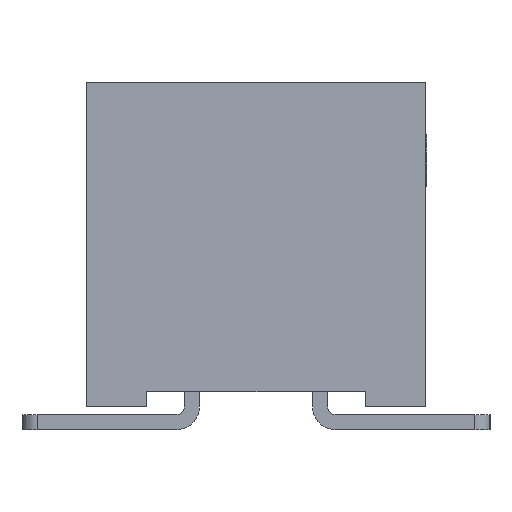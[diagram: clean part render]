
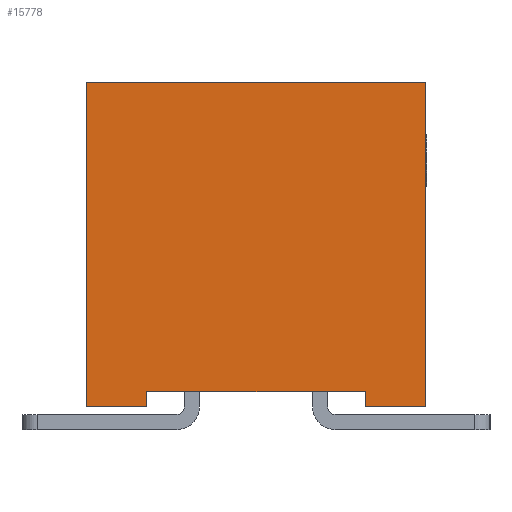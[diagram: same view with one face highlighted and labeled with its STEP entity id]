
A CAD part, left-side view. The second image highlights one B-rep face of the part: STEP entity #15778.
In plain terms, the highlighted planar face has unit normal (-1, 0, 0).
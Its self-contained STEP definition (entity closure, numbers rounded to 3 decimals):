
#1002=FACE_OUTER_BOUND('',#1929,.T.);
#1929=EDGE_LOOP('',(#11009,#11010,#11011,#11012,#11013,#11014,#11015,#11016));
#2571=LINE('',#21355,#4318);
#2665=LINE('',#21837,#4412);
#3169=LINE('',#22870,#4916);
#3315=LINE('',#23330,#5062);
#3317=LINE('',#23333,#5064);
#3318=LINE('',#23335,#5065);
#3319=LINE('',#23337,#5066);
#3320=LINE('',#23338,#5067);
#4318=VECTOR('',#17493,1.);
#4412=VECTOR('',#17653,1.);
#4916=VECTOR('',#18593,1.);
#5062=VECTOR('',#18741,1.);
#5064=VECTOR('',#18745,1.);
#5065=VECTOR('',#18748,1.);
#5066=VECTOR('',#18749,1.);
#5067=VECTOR('',#18750,1.);
#6062=VERTEX_POINT('',#21348);
#6065=VERTEX_POINT('',#21353);
#6236=VERTEX_POINT('',#21835);
#6546=VERTEX_POINT('',#22867);
#6547=VERTEX_POINT('',#22869);
#6701=VERTEX_POINT('',#23327);
#6702=VERTEX_POINT('',#23329);
#6703=VERTEX_POINT('',#23336);
#7491=EDGE_CURVE('',#6065,#6062,#2571,.T.);
#7663=EDGE_CURVE('',#6236,#6065,#2665,.T.);
#8167=EDGE_CURVE('',#6546,#6547,#3169,.T.);
#8323=EDGE_CURVE('',#6702,#6701,#3315,.T.);
#8325=EDGE_CURVE('',#6236,#6702,#3317,.T.);
#8326=EDGE_CURVE('',#6547,#6701,#3318,.T.);
#8327=EDGE_CURVE('',#6546,#6703,#3319,.T.);
#8328=EDGE_CURVE('',#6703,#6062,#3320,.T.);
#11009=ORIENTED_EDGE('',*,*,#8323,.T.);
#11010=ORIENTED_EDGE('',*,*,#8326,.F.);
#11011=ORIENTED_EDGE('',*,*,#8167,.F.);
#11012=ORIENTED_EDGE('',*,*,#8327,.T.);
#11013=ORIENTED_EDGE('',*,*,#8328,.T.);
#11014=ORIENTED_EDGE('',*,*,#7491,.F.);
#11015=ORIENTED_EDGE('',*,*,#7663,.F.);
#11016=ORIENTED_EDGE('',*,*,#8325,.T.);
#14295=PLANE('',#16680);
#15778=ADVANCED_FACE('',(#1002),#14295,.F.);
#16680=AXIS2_PLACEMENT_3D('',#23334,#18746,#18747);
#17493=DIRECTION('',(0.,0.,-1.));
#17653=DIRECTION('',(0.,-1.,0.));
#18593=DIRECTION('',(0.,1.,0.));
#18741=DIRECTION('',(0.,-1.,0.));
#18745=DIRECTION('',(0.,0.,-1.));
#18746=DIRECTION('center_axis',(1.,0.,0.));
#18747=DIRECTION('ref_axis',(0.,1.,0.));
#18748=DIRECTION('',(0.,0.,-1.));
#18749=DIRECTION('',(0.,0.,-1.));
#18750=DIRECTION('',(0.,-1.,0.));
#21348=CARTESIAN_POINT('',(-14.2,-2.25,0.3));
#21353=CARTESIAN_POINT('',(-14.2,-2.25,4.6));
#21355=CARTESIAN_POINT('',(-14.2,-2.25,4.6));
#21835=CARTESIAN_POINT('',(-14.2,2.25,4.6));
#21837=CARTESIAN_POINT('',(-14.2,2.25,4.6));
#22867=CARTESIAN_POINT('',(-14.2,-1.45,0.5));
#22869=CARTESIAN_POINT('',(-14.2,1.45,0.5));
#22870=CARTESIAN_POINT('',(-14.2,-1.45,0.5));
#23327=CARTESIAN_POINT('',(-14.2,1.45,0.3));
#23329=CARTESIAN_POINT('',(-14.2,2.25,0.3));
#23330=CARTESIAN_POINT('',(-14.2,2.25,0.3));
#23333=CARTESIAN_POINT('',(-14.2,2.25,4.6));
#23334=CARTESIAN_POINT('Origin',(-14.2,2.25,4.6));
#23335=CARTESIAN_POINT('',(-14.2,1.45,0.5));
#23336=CARTESIAN_POINT('',(-14.2,-1.45,0.3));
#23337=CARTESIAN_POINT('',(-14.2,-1.45,0.5));
#23338=CARTESIAN_POINT('',(-14.2,2.25,0.3));
